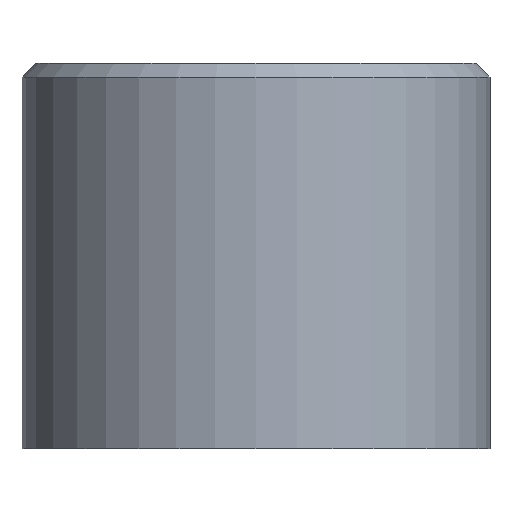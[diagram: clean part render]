
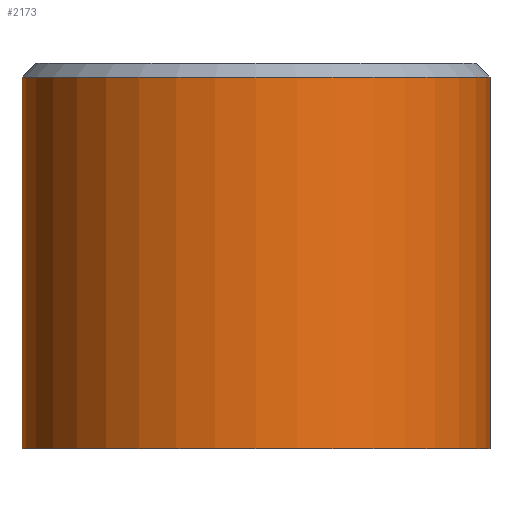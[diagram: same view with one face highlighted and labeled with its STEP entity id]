
A CAD part, front view. The second image highlights one B-rep face of the part: STEP entity #2173.
In plain terms, the highlighted cylindrical face has radius 8.5 mm (diameter 17 mm), a full revolution.
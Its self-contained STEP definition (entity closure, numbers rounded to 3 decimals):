
#1293 = EDGE_CURVE('',#1294,#1294,#1296,.T.);
#1294 = VERTEX_POINT('',#1295);
#1295 = CARTESIAN_POINT('',(8.5,0.,0.));
#1296 = CIRCLE('',#1297,8.5);
#1297 = AXIS2_PLACEMENT_3D('',#1298,#1299,#1300);
#1298 = CARTESIAN_POINT('',(0.,0.,0.));
#1299 = DIRECTION('',(0.,0.,-1.));
#1300 = DIRECTION('',(1.,0.,0.));
#2173 = ADVANCED_FACE('',(#2174),#2193,.T.);
#2174 = FACE_BOUND('',#2175,.T.);
#2175 = EDGE_LOOP('',(#2176,#2185,#2191,#2192));
#2176 = ORIENTED_EDGE('',*,*,#2177,.T.);
#2177 = EDGE_CURVE('',#2178,#2178,#2180,.T.);
#2178 = VERTEX_POINT('',#2179);
#2179 = CARTESIAN_POINT('',(8.5,0.,13.5));
#2180 = CIRCLE('',#2181,8.5);
#2181 = AXIS2_PLACEMENT_3D('',#2182,#2183,#2184);
#2182 = CARTESIAN_POINT('',(0.,0.,13.5));
#2183 = DIRECTION('',(0.,0.,-1.));
#2184 = DIRECTION('',(1.,0.,0.));
#2185 = ORIENTED_EDGE('',*,*,#2186,.T.);
#2186 = EDGE_CURVE('',#2178,#1294,#2187,.T.);
#2187 = LINE('',#2188,#2189);
#2188 = CARTESIAN_POINT('',(8.5,0.,13.5));
#2189 = VECTOR('',#2190,1.);
#2190 = DIRECTION('',(0.,0.,-1.));
#2191 = ORIENTED_EDGE('',*,*,#1293,.F.);
#2192 = ORIENTED_EDGE('',*,*,#2186,.F.);
#2193 = CYLINDRICAL_SURFACE('',#2194,8.5);
#2194 = AXIS2_PLACEMENT_3D('',#2195,#2196,#2197);
#2195 = CARTESIAN_POINT('',(0.,0.,13.5));
#2196 = DIRECTION('',(0.,0.,-1.));
#2197 = DIRECTION('',(1.,0.,0.));
